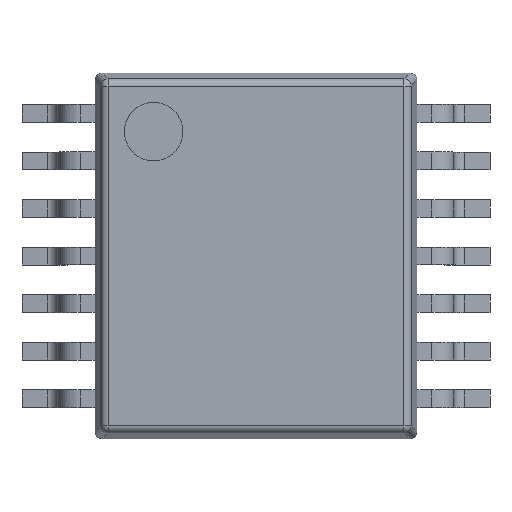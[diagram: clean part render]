
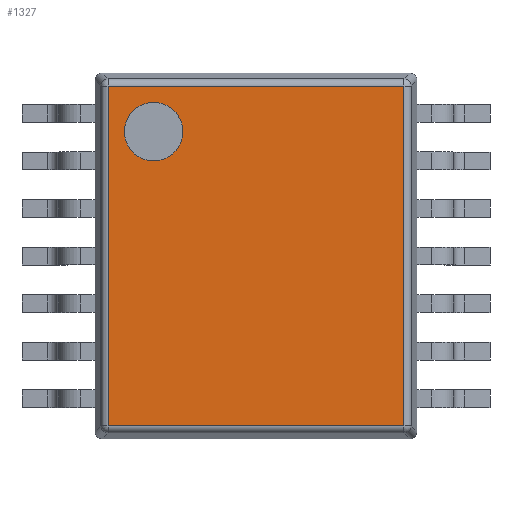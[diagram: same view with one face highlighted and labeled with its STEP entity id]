
A CAD part, top view. The second image highlights one B-rep face of the part: STEP entity #1327.
In plain terms, the highlighted face is planar.
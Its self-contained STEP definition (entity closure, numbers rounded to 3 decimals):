
#1019=VERTEX_POINT('',#1020);
#1020=CARTESIAN_POINT('',(2.023,0.45,-2.323));
#1027=EDGE_CURVE('',#1019,#1028,#1030,.F.);
#1028=VERTEX_POINT('',#1029);
#1029=CARTESIAN_POINT('',(2.023,0.45,2.323));
#1030=LINE('',#1031,#1032);
#1031=CARTESIAN_POINT('',(2.023,0.45,2.323));
#1032=VECTOR('',#1033,1.0);
#1033=DIRECTION('',(0.0,0.0,-1.0));
#1077=EDGE_CURVE('',#1028,#1078,#1080,.F.);
#1078=VERTEX_POINT('',#1079);
#1079=CARTESIAN_POINT('',(-2.023,0.45,2.323));
#1080=LINE('',#1081,#1082);
#1081=CARTESIAN_POINT('',(-2.023,0.45,2.323));
#1082=VECTOR('',#1083,1.0);
#1083=DIRECTION('',(1.0,0.0,0.0));
#1205=EDGE_CURVE('',#1078,#1206,#1208,.F.);
#1206=VERTEX_POINT('',#1207);
#1207=CARTESIAN_POINT('',(-2.023,0.45,-2.323));
#1208=LINE('',#1209,#1210);
#1209=CARTESIAN_POINT('',(-2.023,0.45,-2.323));
#1210=VECTOR('',#1211,1.0);
#1211=DIRECTION('',(0.0,0.0,1.0));
#1317=EDGE_CURVE('',#1206,#1019,#1318,.F.);
#1318=LINE('',#1319,#1320);
#1319=CARTESIAN_POINT('',(2.023,0.45,-2.323));
#1320=VECTOR('',#1321,1.0);
#1321=DIRECTION('',(-1.0,0.0,0.0));
#1327=ADVANCED_FACE('',(#1328,#1334),#1354,.T.);
#1328=FACE_BOUND('',#1329,.T.);
#1329=EDGE_LOOP('',(#1330,#1331,#1332,#1333));
#1330=ORIENTED_EDGE('',*,*,#1077,.F.);
#1331=ORIENTED_EDGE('',*,*,#1027,.F.);
#1332=ORIENTED_EDGE('',*,*,#1317,.F.);
#1333=ORIENTED_EDGE('',*,*,#1205,.F.);
#1334=FACE_BOUND('',#1335,.T.);
#1335=EDGE_LOOP('',(#1336,#1347));
#1336=ORIENTED_EDGE('',*,*,#1337,.T.);
#1337=EDGE_CURVE('',#1338,#1340,#1342,.T.);
#1338=VERTEX_POINT('',#1339);
#1339=CARTESIAN_POINT('',(-1.8,0.45,-1.7));
#1340=VERTEX_POINT('',#1341);
#1341=CARTESIAN_POINT('',(-1.0,0.45,-1.7));
#1342=CIRCLE('',#1343,0.4);
#1343=AXIS2_PLACEMENT_3D('',#1344,#1345,#1346);
#1344=CARTESIAN_POINT('',(-1.4,0.45,-1.7));
#1345=DIRECTION('',(0.0,-1.0,0.0));
#1346=DIRECTION('',(-1.0,0.0,0.0));
#1347=ORIENTED_EDGE('',*,*,#1348,.T.);
#1348=EDGE_CURVE('',#1340,#1338,#1349,.T.);
#1349=CIRCLE('',#1350,0.4);
#1350=AXIS2_PLACEMENT_3D('',#1351,#1352,#1353);
#1351=CARTESIAN_POINT('',(-1.4,0.45,-1.7));
#1352=DIRECTION('',(0.0,-1.0,0.0));
#1353=DIRECTION('',(1.0,0.0,0.0));
#1354=PLANE('',#1355);
#1355=AXIS2_PLACEMENT_3D('',#1356,#1357,#1358);
#1356=CARTESIAN_POINT('',(0.0,0.45,0.0));
#1357=DIRECTION('',(0.0,1.0,0.0));
#1358=DIRECTION('',(1.0,0.0,0.0));
